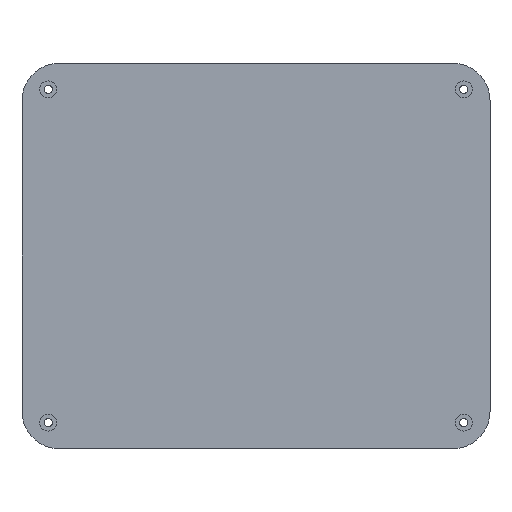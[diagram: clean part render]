
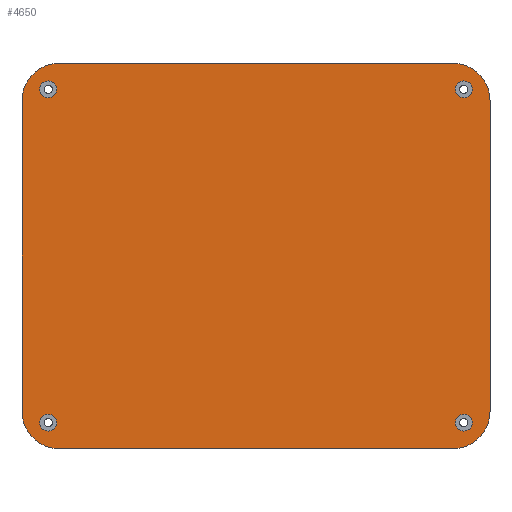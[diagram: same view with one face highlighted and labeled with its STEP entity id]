
A CAD part, front view. The second image highlights one B-rep face of the part: STEP entity #4650.
In plain terms, the highlighted planar face has unit normal (0, -1, 0).
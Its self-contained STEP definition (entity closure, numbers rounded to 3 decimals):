
#157 = FACE_BOUND ( 'NONE', #734, .T. ) ;
#186 = PLANE ( 'NONE',  #3882 ) ;
#222 = VERTEX_POINT ( 'NONE', #5613 ) ;
#223 = VECTOR ( 'NONE', #1584, 1000. ) ;
#229 = AXIS2_PLACEMENT_3D ( 'NONE', #3157, #3189, #4323 ) ;
#231 = CARTESIAN_POINT ( 'NONE',  ( 0., 0., -93. ) ) ;
#279 = CARTESIAN_POINT ( 'NONE',  ( 118., 0., -98.25 ) ) ;
#282 = CARTESIAN_POINT ( 'NONE',  ( 125., 0., -93. ) ) ;
#283 = DIRECTION ( 'NONE',  ( 0., 0., -1. ) ) ;
#288 = EDGE_CURVE ( 'NONE', #3172, #222, #645, .T. ) ;
#297 = VERTEX_POINT ( 'NONE', #2688 ) ;
#467 = ORIENTED_EDGE ( 'NONE', *, *, #773, .F. ) ;
#524 = AXIS2_PLACEMENT_3D ( 'NONE', #4718, #3268, #1695 ) ;
#530 = DIRECTION ( 'NONE',  ( 0., -1., 0. ) ) ;
#531 = EDGE_LOOP ( 'NONE', ( #5844, #4023 ) ) ;
#637 = CARTESIAN_POINT ( 'NONE',  ( 118., 0., -7. ) ) ;
#645 = LINE ( 'NONE', #3120, #6584 ) ;
#692 = DIRECTION ( 'NONE',  ( 0., -1., 0. ) ) ;
#734 = EDGE_LOOP ( 'NONE', ( #6510, #467 ) ) ;
#773 = EDGE_CURVE ( 'NONE', #3525, #3907, #3767, .T. ) ;
#785 = DIRECTION ( 'NONE',  ( 0., -1., 0. ) ) ;
#843 = DIRECTION ( 'NONE',  ( 0., 0., -1. ) ) ;
#870 = AXIS2_PLACEMENT_3D ( 'NONE', #5668, #1547, #4563 ) ;
#876 = AXIS2_PLACEMENT_3D ( 'NONE', #969, #530, #4521 ) ;
#962 = DIRECTION ( 'NONE',  ( 1., 0., 0. ) ) ;
#969 = CARTESIAN_POINT ( 'NONE',  ( 7., 0., -96. ) ) ;
#991 = LINE ( 'NONE', #3563, #223 ) ;
#1097 = DIRECTION ( 'NONE',  ( 0., -1., 0. ) ) ;
#1100 = EDGE_CURVE ( 'NONE', #3907, #3525, #3963, .T. ) ;
#1114 = DIRECTION ( 'NONE',  ( 0., 0., 1. ) ) ;
#1134 = DIRECTION ( 'NONE',  ( 0., 0., -1. ) ) ;
#1135 = ORIENTED_EDGE ( 'NONE', *, *, #5141, .F. ) ;
#1193 = CARTESIAN_POINT ( 'NONE',  ( 115., 0., -93. ) ) ;
#1222 = CARTESIAN_POINT ( 'NONE',  ( 118., 0., -4.75 ) ) ;
#1356 = CARTESIAN_POINT ( 'NONE',  ( 7., 0., -4.75 ) ) ;
#1415 = VERTEX_POINT ( 'NONE', #1356 ) ;
#1430 = VERTEX_POINT ( 'NONE', #4977 ) ;
#1502 = DIRECTION ( 'NONE',  ( 0., 0., -1. ) ) ;
#1547 = DIRECTION ( 'NONE',  ( 0., 1., 0. ) ) ;
#1584 = DIRECTION ( 'NONE',  ( 0., 0., -1. ) ) ;
#1637 = DIRECTION ( 'NONE',  ( 0., -1., 0. ) ) ;
#1670 = CARTESIAN_POINT ( 'NONE',  ( 118., 0., -93.75 ) ) ;
#1695 = DIRECTION ( 'NONE',  ( 0., 0., -1. ) ) ;
#1843 = ORIENTED_EDGE ( 'NONE', *, *, #288, .F. ) ;
#1955 = EDGE_CURVE ( 'NONE', #4159, #6573, #3837, .T. ) ;
#2163 = CIRCLE ( 'NONE', #3970, 10. ) ;
#2268 = AXIS2_PLACEMENT_3D ( 'NONE', #3608, #1637, #4589 ) ;
#2273 = CARTESIAN_POINT ( 'NONE',  ( 10., 0., 0. ) ) ;
#2372 = EDGE_CURVE ( 'NONE', #1430, #5022, #5348, .T. ) ;
#2515 = VERTEX_POINT ( 'NONE', #282 ) ;
#2526 = AXIS2_PLACEMENT_3D ( 'NONE', #5563, #4519, #1502 ) ;
#2607 = ORIENTED_EDGE ( 'NONE', *, *, #5352, .F. ) ;
#2688 = CARTESIAN_POINT ( 'NONE',  ( 115., 0., -103. ) ) ;
#2736 = DIRECTION ( 'NONE',  ( 0., 0., -1. ) ) ;
#2753 = DIRECTION ( 'NONE',  ( 0., 0., -1. ) ) ;
#2773 = EDGE_CURVE ( 'NONE', #6573, #4159, #5448, .T. ) ;
#2904 = CIRCLE ( 'NONE', #870, 10. ) ;
#3071 = CARTESIAN_POINT ( 'NONE',  ( 118., 0., -7. ) ) ;
#3079 = DIRECTION ( 'NONE',  ( 0., 0., -1. ) ) ;
#3120 = CARTESIAN_POINT ( 'NONE',  ( 0., 0., -10. ) ) ;
#3157 = CARTESIAN_POINT ( 'NONE',  ( 10., 0., -10. ) ) ;
#3172 = VERTEX_POINT ( 'NONE', #231 ) ;
#3189 = DIRECTION ( 'NONE',  ( 0., 1., 0. ) ) ;
#3268 = DIRECTION ( 'NONE',  ( 0., -1., 0. ) ) ;
#3282 = CARTESIAN_POINT ( 'NONE',  ( 118., 0., -9.25 ) ) ;
#3294 = EDGE_CURVE ( 'NONE', #297, #6214, #5396, .T. ) ;
#3325 = CARTESIAN_POINT ( 'NONE',  ( 7., 0., -7. ) ) ;
#3367 = CARTESIAN_POINT ( 'NONE',  ( 125., 0., -10. ) ) ;
#3408 = CARTESIAN_POINT ( 'NONE',  ( 10., 0., -103. ) ) ;
#3422 = EDGE_CURVE ( 'NONE', #2515, #297, #4229, .T. ) ;
#3437 = CARTESIAN_POINT ( 'NONE',  ( 10., 0., 0. ) ) ;
#3483 = ORIENTED_EDGE ( 'NONE', *, *, #4413, .F. ) ;
#3505 = EDGE_CURVE ( 'NONE', #4474, #1415, #5523, .T. ) ;
#3525 = VERTEX_POINT ( 'NONE', #1222 ) ;
#3558 = AXIS2_PLACEMENT_3D ( 'NONE', #637, #4180, #3079 ) ;
#3563 = CARTESIAN_POINT ( 'NONE',  ( 125., 0., -10. ) ) ;
#3608 = CARTESIAN_POINT ( 'NONE',  ( 7., 0., -7. ) ) ;
#3649 = ORIENTED_EDGE ( 'NONE', *, *, #2773, .F. ) ;
#3657 = ORIENTED_EDGE ( 'NONE', *, *, #5231, .F. ) ;
#3665 = EDGE_LOOP ( 'NONE', ( #4135, #1135, #2607, #3483, #3657, #1843, #4344, #5736 ) ) ;
#3720 = DIRECTION ( 'NONE',  ( 0., -1., 0. ) ) ;
#3724 = AXIS2_PLACEMENT_3D ( 'NONE', #3817, #3720, #2753 ) ;
#3767 = CIRCLE ( 'NONE', #3558, 2.25 ) ;
#3817 = CARTESIAN_POINT ( 'NONE',  ( 118., 0., -96. ) ) ;
#3837 = CIRCLE ( 'NONE', #524, 2.25 ) ;
#3882 = AXIS2_PLACEMENT_3D ( 'NONE', #1193, #692, #2736 ) ;
#3890 = CARTESIAN_POINT ( 'NONE',  ( 115., 0., -10. ) ) ;
#3906 = CARTESIAN_POINT ( 'NONE',  ( 7., 0., -9.25 ) ) ;
#3907 = VERTEX_POINT ( 'NONE', #3282 ) ;
#3911 = DIRECTION ( 'NONE',  ( -1., 0., 0. ) ) ;
#3963 = CIRCLE ( 'NONE', #4725, 2.25 ) ;
#3970 = AXIS2_PLACEMENT_3D ( 'NONE', #3890, #6447, #843 ) ;
#4023 = ORIENTED_EDGE ( 'NONE', *, *, #4205, .F. ) ;
#4135 = ORIENTED_EDGE ( 'NONE', *, *, #3422, .F. ) ;
#4159 = VERTEX_POINT ( 'NONE', #1670 ) ;
#4180 = DIRECTION ( 'NONE',  ( 0., -1., 0. ) ) ;
#4205 = EDGE_CURVE ( 'NONE', #1415, #4474, #6444, .T. ) ;
#4229 = CIRCLE ( 'NONE', #2526, 10. ) ;
#4236 = FACE_BOUND ( 'NONE', #4649, .T. ) ;
#4299 = CIRCLE ( 'NONE', #876, 2.25 ) ;
#4300 = DIRECTION ( 'NONE',  ( 0., -1., 0. ) ) ;
#4323 = DIRECTION ( 'NONE',  ( 0., 0., -1. ) ) ;
#4344 = ORIENTED_EDGE ( 'NONE', *, *, #5492, .F. ) ;
#4413 = EDGE_CURVE ( 'NONE', #6170, #6001, #4479, .T. ) ;
#4443 = CARTESIAN_POINT ( 'NONE',  ( 10., 0., -103. ) ) ;
#4474 = VERTEX_POINT ( 'NONE', #3906 ) ;
#4479 = LINE ( 'NONE', #3437, #5801 ) ;
#4514 = EDGE_LOOP ( 'NONE', ( #3649, #5112 ) ) ;
#4519 = DIRECTION ( 'NONE',  ( 0., 1., 0. ) ) ;
#4521 = DIRECTION ( 'NONE',  ( 0., 0., -1. ) ) ;
#4558 = AXIS2_PLACEMENT_3D ( 'NONE', #3325, #785, #283 ) ;
#4563 = DIRECTION ( 'NONE',  ( 0., 0., -1. ) ) ;
#4589 = DIRECTION ( 'NONE',  ( 0., 0., -1. ) ) ;
#4649 = EDGE_LOOP ( 'NONE', ( #6413, #4884 ) ) ;
#4650 = ADVANCED_FACE ( 'NONE', ( #4753, #157, #5317, #4236, #6288 ), #186, .T. ) ;
#4718 = CARTESIAN_POINT ( 'NONE',  ( 118., 0., -96. ) ) ;
#4725 = AXIS2_PLACEMENT_3D ( 'NONE', #3071, #1097, #1134 ) ;
#4753 = FACE_BOUND ( 'NONE', #531, .T. ) ;
#4876 = CARTESIAN_POINT ( 'NONE',  ( 7., 0., -93.75 ) ) ;
#4884 = ORIENTED_EDGE ( 'NONE', *, *, #5949, .F. ) ;
#4977 = CARTESIAN_POINT ( 'NONE',  ( 7., 0., -98.25 ) ) ;
#5022 = VERTEX_POINT ( 'NONE', #4876 ) ;
#5112 = ORIENTED_EDGE ( 'NONE', *, *, #1955, .F. ) ;
#5141 = EDGE_CURVE ( 'NONE', #6140, #2515, #991, .T. ) ;
#5186 = CARTESIAN_POINT ( 'NONE',  ( 115., 0., 0. ) ) ;
#5194 = VECTOR ( 'NONE', #3911, 1000. ) ;
#5209 = DIRECTION ( 'NONE',  ( 0., 0., -1. ) ) ;
#5231 = EDGE_CURVE ( 'NONE', #222, #6170, #5585, .T. ) ;
#5317 = FACE_BOUND ( 'NONE', #4514, .T. ) ;
#5348 = CIRCLE ( 'NONE', #6206, 2.25 ) ;
#5352 = EDGE_CURVE ( 'NONE', #6001, #6140, #2163, .T. ) ;
#5396 = LINE ( 'NONE', #3408, #5194 ) ;
#5448 = CIRCLE ( 'NONE', #3724, 2.25 ) ;
#5492 = EDGE_CURVE ( 'NONE', #6214, #3172, #2904, .T. ) ;
#5523 = CIRCLE ( 'NONE', #4558, 2.25 ) ;
#5563 = CARTESIAN_POINT ( 'NONE',  ( 115., 0., -93. ) ) ;
#5585 = CIRCLE ( 'NONE', #229, 10. ) ;
#5613 = CARTESIAN_POINT ( 'NONE',  ( 0., 0., -10. ) ) ;
#5668 = CARTESIAN_POINT ( 'NONE',  ( 10., 0., -93. ) ) ;
#5736 = ORIENTED_EDGE ( 'NONE', *, *, #3294, .F. ) ;
#5801 = VECTOR ( 'NONE', #962, 1000. ) ;
#5844 = ORIENTED_EDGE ( 'NONE', *, *, #3505, .F. ) ;
#5949 = EDGE_CURVE ( 'NONE', #5022, #1430, #4299, .T. ) ;
#6001 = VERTEX_POINT ( 'NONE', #5186 ) ;
#6140 = VERTEX_POINT ( 'NONE', #3367 ) ;
#6170 = VERTEX_POINT ( 'NONE', #2273 ) ;
#6206 = AXIS2_PLACEMENT_3D ( 'NONE', #6316, #4300, #5209 ) ;
#6214 = VERTEX_POINT ( 'NONE', #4443 ) ;
#6288 = FACE_OUTER_BOUND ( 'NONE', #3665, .T. ) ;
#6316 = CARTESIAN_POINT ( 'NONE',  ( 7., 0., -96. ) ) ;
#6413 = ORIENTED_EDGE ( 'NONE', *, *, #2372, .F. ) ;
#6444 = CIRCLE ( 'NONE', #2268, 2.25 ) ;
#6447 = DIRECTION ( 'NONE',  ( 0., 1., 0. ) ) ;
#6510 = ORIENTED_EDGE ( 'NONE', *, *, #1100, .F. ) ;
#6573 = VERTEX_POINT ( 'NONE', #279 ) ;
#6584 = VECTOR ( 'NONE', #1114, 1000. ) ;
